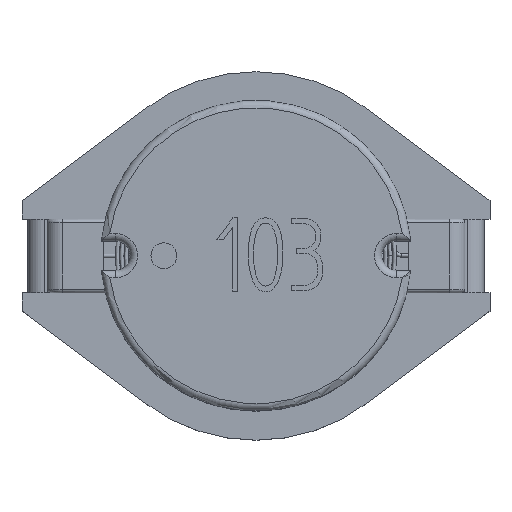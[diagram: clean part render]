
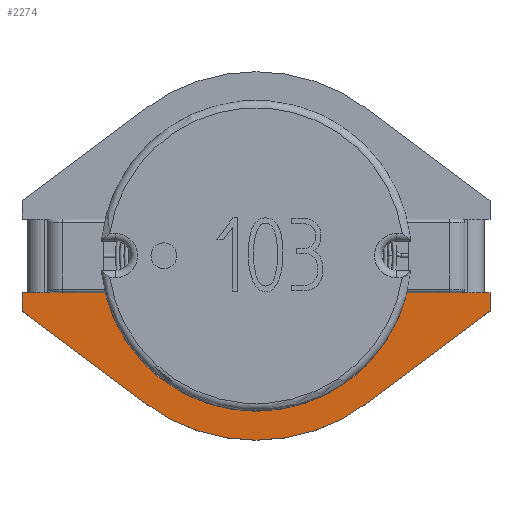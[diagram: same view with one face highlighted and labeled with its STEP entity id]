
A CAD part, top view. The second image highlights one B-rep face of the part: STEP entity #2274.
In plain terms, the highlighted planar face has unit normal (0, 0, 1).
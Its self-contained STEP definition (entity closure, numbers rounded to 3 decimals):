
#82=PLANE('',#2382);
#131=LINE('',#2951,#270);
#132=LINE('',#2953,#271);
#133=LINE('',#2955,#272);
#134=LINE('',#2957,#273);
#135=LINE('',#2959,#274);
#136=LINE('',#2963,#275);
#137=LINE('',#2965,#276);
#138=LINE('',#2967,#277);
#270=VECTOR('',#2531,1000.);
#271=VECTOR('',#2532,1000.);
#272=VECTOR('',#2533,1000.);
#273=VECTOR('',#2534,1000.);
#274=VECTOR('',#2535,1000.);
#275=VECTOR('',#2538,1000.);
#276=VECTOR('',#2539,1000.);
#277=VECTOR('',#2540,1000.);
#411=ORIENTED_EDGE('',*,*,#869,.F.);
#412=ORIENTED_EDGE('',*,*,#865,.T.);
#413=ORIENTED_EDGE('',*,*,#870,.T.);
#414=ORIENTED_EDGE('',*,*,#871,.T.);
#415=ORIENTED_EDGE('',*,*,#872,.F.);
#416=ORIENTED_EDGE('',*,*,#873,.F.);
#417=ORIENTED_EDGE('',*,*,#874,.F.);
#418=ORIENTED_EDGE('',*,*,#875,.F.);
#419=ORIENTED_EDGE('',*,*,#876,.F.);
#420=ORIENTED_EDGE('',*,*,#877,.F.);
#865=EDGE_CURVE('',#1094,#1095,#1248,.T.);
#869=EDGE_CURVE('',#1094,#1098,#131,.T.);
#870=EDGE_CURVE('',#1095,#1099,#132,.T.);
#871=EDGE_CURVE('',#1099,#1100,#133,.T.);
#872=EDGE_CURVE('',#1101,#1100,#134,.T.);
#873=EDGE_CURVE('',#1102,#1101,#135,.T.);
#874=EDGE_CURVE('',#1103,#1102,#1250,.T.);
#875=EDGE_CURVE('',#1104,#1103,#136,.T.);
#876=EDGE_CURVE('',#1105,#1104,#137,.T.);
#877=EDGE_CURVE('',#1098,#1105,#138,.T.);
#1094=VERTEX_POINT('',#2943);
#1095=VERTEX_POINT('',#2944);
#1098=VERTEX_POINT('',#2952);
#1099=VERTEX_POINT('',#2954);
#1100=VERTEX_POINT('',#2956);
#1101=VERTEX_POINT('',#2958);
#1102=VERTEX_POINT('',#2960);
#1103=VERTEX_POINT('',#2962);
#1104=VERTEX_POINT('',#2964);
#1105=VERTEX_POINT('',#2966);
#1248=CIRCLE('',#2380,4.215);
#1250=CIRCLE('',#2383,5.);
#1307=EDGE_LOOP('',(#411,#412,#413,#414,#415,#416,#417,#418,#419,#420));
#1430=FACE_BOUND('',#1307,.T.);
#2274=ADVANCED_FACE('',(#1430),#82,.F.);
#2380=AXIS2_PLACEMENT_3D('',#2942,#2523,#2524);
#2382=AXIS2_PLACEMENT_3D('',#2950,#2529,#2530);
#2383=AXIS2_PLACEMENT_3D('',#2961,#2536,#2537);
#2523=DIRECTION('',(0.,0.,-1.));
#2524=DIRECTION('',(-1.,0.,0.));
#2529=DIRECTION('',(0.,0.,-1.));
#2530=DIRECTION('',(-1.,0.,0.));
#2531=DIRECTION('',(1.,0.,0.));
#2532=DIRECTION('',(-1.,0.,0.));
#2533=DIRECTION('',(-1.,0.,0.));
#2534=DIRECTION('',(0.,1.,0.));
#2535=DIRECTION('',(-0.801,0.598,0.));
#2536=DIRECTION('',(0.,0.,-1.));
#2537=DIRECTION('',(1.,0.,0.));
#2538=DIRECTION('',(-0.801,-0.598,0.));
#2539=DIRECTION('',(0.,-1.,0.));
#2540=DIRECTION('',(1.,0.,0.));
#2942=CARTESIAN_POINT('',(0.,0.,-3.9));
#2943=CARTESIAN_POINT('',(4.095,-1.,-3.9));
#2944=CARTESIAN_POINT('',(-4.095,-1.,-3.9));
#2950=CARTESIAN_POINT('',(0.,0.,-3.9));
#2951=CARTESIAN_POINT('',(5.95,-1.,-3.9));
#2952=CARTESIAN_POINT('',(6.2,-1.,-3.9));
#2953=CARTESIAN_POINT('',(-5.95,-1.,-3.9));
#2954=CARTESIAN_POINT('',(-6.2,-1.,-3.9));
#2955=CARTESIAN_POINT('',(-5.95,-1.,-3.9));
#2956=CARTESIAN_POINT('',(-6.35,-1.,-3.9));
#2957=CARTESIAN_POINT('',(-6.35,-1.5,-3.9));
#2958=CARTESIAN_POINT('',(-6.35,-1.5,-3.9));
#2959=CARTESIAN_POINT('',(-6.35,-1.5,-3.9));
#2960=CARTESIAN_POINT('',(-2.99,-4.007,-3.9));
#2961=CARTESIAN_POINT('',(0.,0.,-3.9));
#2962=CARTESIAN_POINT('',(2.99,-4.007,-3.9));
#2963=CARTESIAN_POINT('',(6.35,-1.5,-3.9));
#2964=CARTESIAN_POINT('',(6.35,-1.5,-3.9));
#2965=CARTESIAN_POINT('',(6.35,-1.5,-3.9));
#2966=CARTESIAN_POINT('',(6.35,-1.,-3.9));
#2967=CARTESIAN_POINT('',(5.95,-1.,-3.9));
